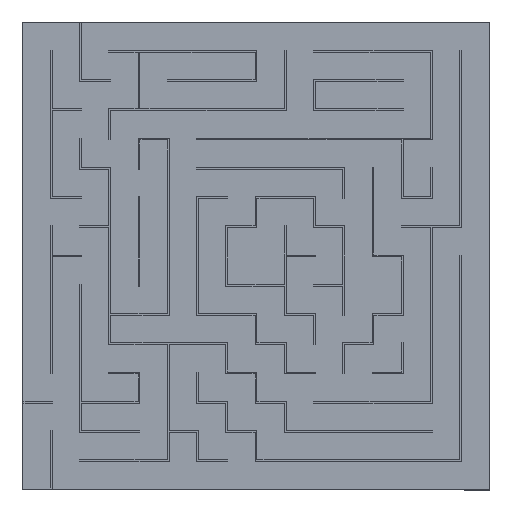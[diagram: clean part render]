
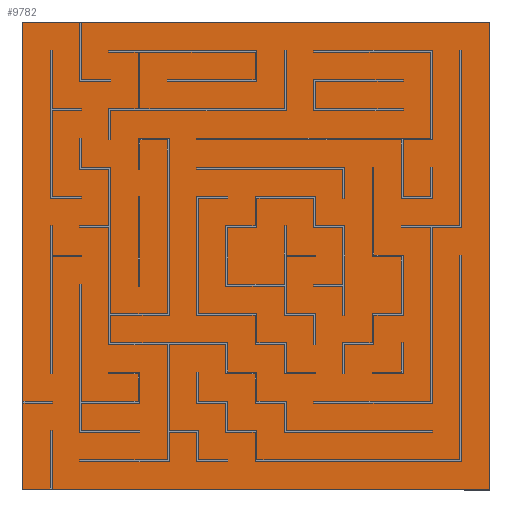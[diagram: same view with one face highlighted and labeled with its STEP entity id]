
A CAD part, top view. The second image highlights one B-rep face of the part: STEP entity #9782.
In plain terms, the highlighted planar face has unit normal (0, 0, 1).
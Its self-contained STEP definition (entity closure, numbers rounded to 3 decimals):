
#889 = FACE_OUTER_BOUND ( 'NONE', #8112, .T. ) ;
#1412 = EDGE_CURVE ( 'NONE', #3719, #5578, #1513, .T. ) ;
#1425 = PLANE ( 'NONE',  #8403 ) ;
#1506 = CARTESIAN_POINT ( 'NONE',  ( 2183.521, 2962.636, 2296.367 ) ) ;
#1513 = LINE ( 'NONE', #7452, #10341 ) ;
#1515 = VERTEX_POINT ( 'NONE', #11124 ) ;
#1773 = DIRECTION ( 'NONE',  ( 1., 0., 0. ) ) ;
#2003 = CARTESIAN_POINT ( 'NONE',  ( -516.479, 2962.636, 2296.367 ) ) ;
#2208 = VECTOR ( 'NONE', #1773, 1000. ) ;
#2465 = LINE ( 'NONE', #1506, #10885 ) ;
#2537 = DIRECTION ( 'NONE',  ( 0., -1., 0. ) ) ;
#3644 = CARTESIAN_POINT ( 'NONE',  ( -516.479, 82.636, 2296.367 ) ) ;
#3719 = VERTEX_POINT ( 'NONE', #2003 ) ;
#4434 = ORIENTED_EDGE ( 'NONE', *, *, #7423, .T. ) ;
#5306 = DIRECTION ( 'NONE',  ( 1., 0., 0. ) ) ;
#5578 = VERTEX_POINT ( 'NONE', #11626 ) ;
#5830 = VERTEX_POINT ( 'NONE', #6821 ) ;
#5973 = EDGE_CURVE ( 'NONE', #5830, #1515, #9389, .T. ) ;
#6412 = DIRECTION ( 'NONE',  ( 0., 1., 0. ) ) ;
#6557 = LINE ( 'NONE', #3644, #2208 ) ;
#6821 = CARTESIAN_POINT ( 'NONE',  ( 2363.521, 82.636, 2296.367 ) ) ;
#7241 = CARTESIAN_POINT ( 'NONE',  ( 924.418, 1523.186, 2296.367 ) ) ;
#7423 = EDGE_CURVE ( 'NONE', #5578, #5830, #6557, .T. ) ;
#7452 = CARTESIAN_POINT ( 'NONE',  ( -516.479, 442.636, 2296.367 ) ) ;
#8026 = ORIENTED_EDGE ( 'NONE', *, *, #10337, .T. ) ;
#8112 = EDGE_LOOP ( 'NONE', ( #10862, #4434, #10258, #8026 ) ) ;
#8329 = DIRECTION ( 'NONE',  ( 0., 0., 1. ) ) ;
#8403 = AXIS2_PLACEMENT_3D ( 'NONE', #7241, #8329, #5306 ) ;
#8485 = CARTESIAN_POINT ( 'NONE',  ( 2363.521, 262.636, 2296.367 ) ) ;
#9257 = DIRECTION ( 'NONE',  ( -1., 0., 0. ) ) ;
#9389 = LINE ( 'NONE', #8485, #12417 ) ;
#9782 = ADVANCED_FACE ( 'NONE', ( #889 ), #1425, .T. ) ;
#10258 = ORIENTED_EDGE ( 'NONE', *, *, #5973, .T. ) ;
#10337 = EDGE_CURVE ( 'NONE', #1515, #3719, #2465, .T. ) ;
#10341 = VECTOR ( 'NONE', #2537, 1000. ) ;
#10862 = ORIENTED_EDGE ( 'NONE', *, *, #1412, .T. ) ;
#10885 = VECTOR ( 'NONE', #9257, 1000. ) ;
#11124 = CARTESIAN_POINT ( 'NONE',  ( 2363.521, 2962.636, 2296.367 ) ) ;
#11626 = CARTESIAN_POINT ( 'NONE',  ( -516.479, 82.636, 2296.367 ) ) ;
#12417 = VECTOR ( 'NONE', #6412, 1000. ) ;
